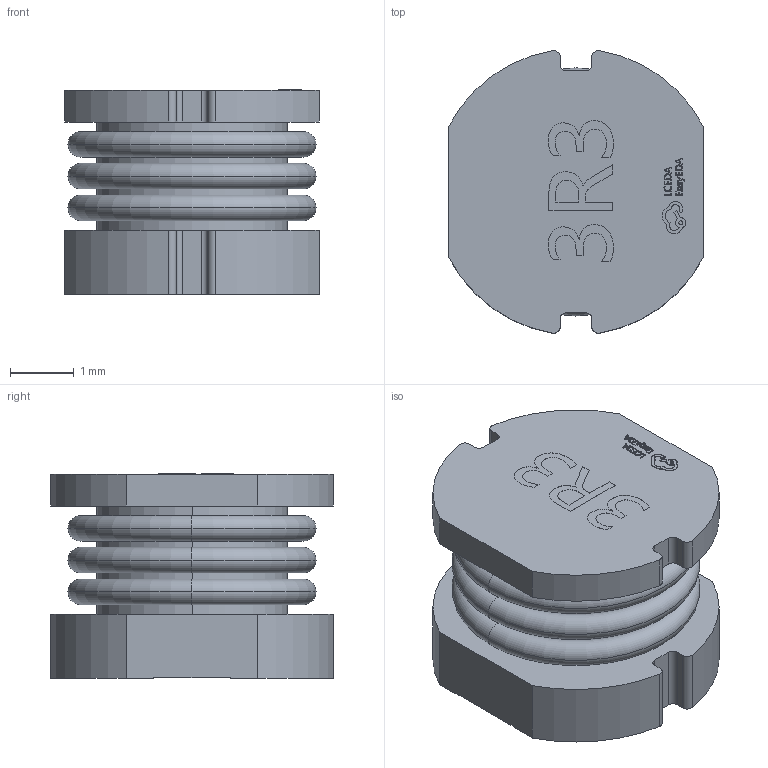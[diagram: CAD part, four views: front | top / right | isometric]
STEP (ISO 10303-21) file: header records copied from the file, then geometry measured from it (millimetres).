
FILE_DESCRIPTION (( 'STEP AP214' ), '1' );
FILE_NAME ('IND-SMD_L4.5-W4.0-H3.2_GCD43-XX.step', '2022-07-09T00:19:54', ( '' ), ( '' ), 'SwSTEP 2.0', 'SolidWorks 2020', '' );
FILE_SCHEMA (( 'AUTOMOTIVE_DESIGN' ));
Length unit declared in the file: millimetre
Products named in the file (1): IND-SMD_L4.5-W4.0-H3.2_GCD43-XX
Bounding box: 4 x 4.44 x 3.22 mm (x, y, z)
Volume: 38.6 mm3; surface area: 125.5 mm2
Topology: 4 solids, 4 shells, 403 faces, 1095 edges, 726 vertices
Faces by surface type: plane 223, bspline 142, cylinder 26, torus 12
Entity records: 19999 total; most frequent: CARTESIAN_POINT 6231, ORIENTED_EDGE 2190, DIRECTION 1407, EDGE_CURVE 1095, LINE 731, VECTOR 731, VERTEX_POINT 726, EDGE_LOOP 435
